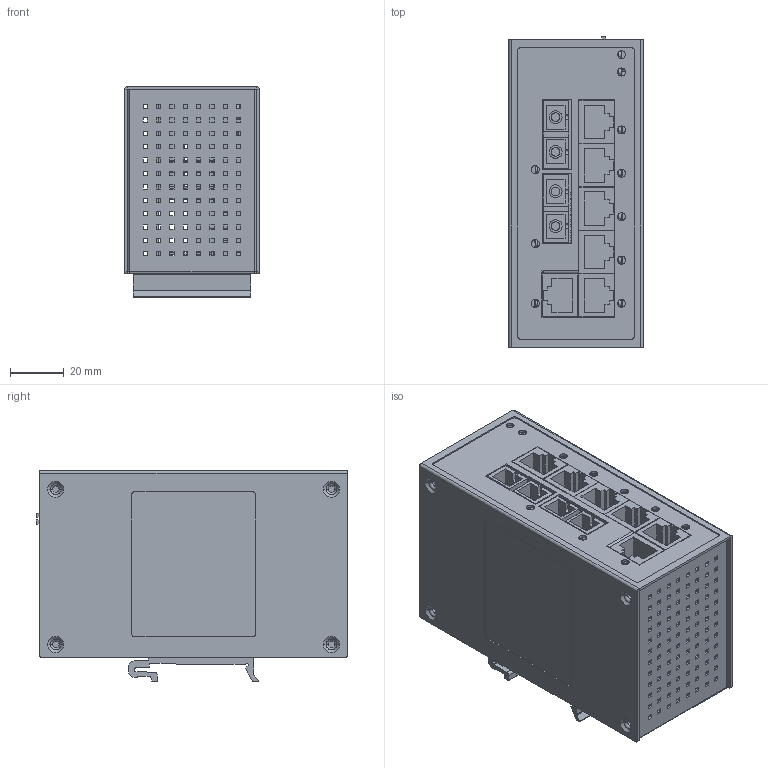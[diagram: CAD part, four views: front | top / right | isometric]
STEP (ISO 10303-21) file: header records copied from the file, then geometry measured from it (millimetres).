
FILE_DESCRIPTION((''),'2;1');
FILE_NAME('EDS-208A-SS-SC','2013-03-04T',('Chialu_Chang'),(''),'PRO/ENGINEER BY PARAMETRIC TECHNOLOGY CORPORATION, 2004320','PRO/ENGINEER BY PARAMETRIC TECHNOLOGY CORPORATION, 2004320','');
FILE_SCHEMA(('CONFIG_CONTROL_DESIGN'));
Products named in the file (1): EDS-208A-SS-SC
Bounding box: 50.3 x 116.2 x 78.8 mm (x, y, z)
Surface area: 151072.3 mm2 (no closed solid volume)
Topology: 0 solids, 67 shells, 3937 faces, 9850 edges, 6282 vertices
Faces by surface type: plane 3277, cylinder 550, torus 64, cone 46
Entity records: 116400 total; most frequent: CARTESIAN_POINT 20149, ORIENTED_EDGE 19692, DIRECTION 19190, EDGE_CURVE 9850, VECTOR 8364, LINE 8364, VERTEX_POINT 6282, AXIS2_PLACEMENT_3D 5413
